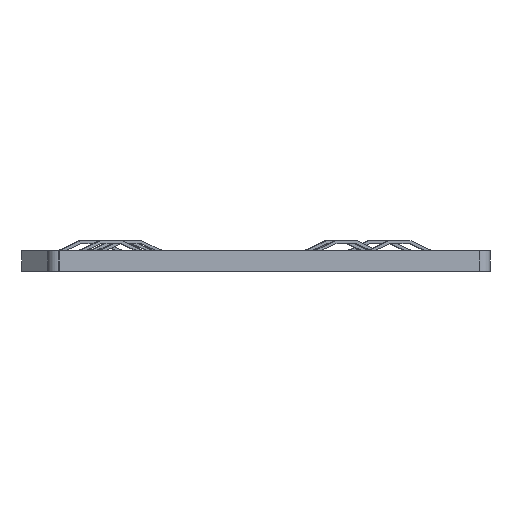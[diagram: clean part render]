
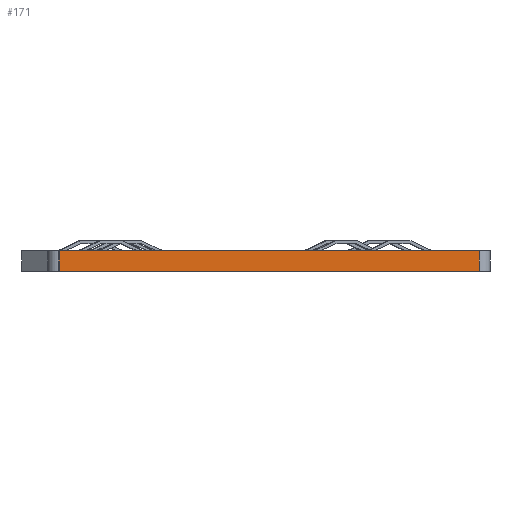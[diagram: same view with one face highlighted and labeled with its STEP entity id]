
A CAD part, left-side view. The second image highlights one B-rep face of the part: STEP entity #171.
In plain terms, the highlighted planar face has unit normal (-0.999, -0.036, 0).
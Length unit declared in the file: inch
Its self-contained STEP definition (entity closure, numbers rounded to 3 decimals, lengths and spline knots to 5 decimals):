
#171 = ADVANCED_FACE ( 'NONE', ( #534 ), #2260, .T. ) ;
#244 = LINE ( 'NONE', #926, #900 ) ;
#299 = VECTOR ( 'NONE', #427, 39.37008 ) ;
#344 = CARTESIAN_POINT ( 'NONE',  ( -1.27565, 0.68451, 0. ) ) ;
#356 = ORIENTED_EDGE ( 'NONE', *, *, #1276, .F. ) ;
#364 = DIRECTION ( 'NONE',  ( 0., 0., -1. ) ) ;
#427 = DIRECTION ( 'NONE',  ( -0.036, 0.999, 0. ) ) ;
#487 = VECTOR ( 'NONE', #2257, 39.37008 ) ;
#534 = FACE_OUTER_BOUND ( 'NONE', #2195, .T. ) ;
#776 = DIRECTION ( 'NONE',  ( 0., 0., -1. ) ) ;
#900 = VECTOR ( 'NONE', #776, 39.37008 ) ;
#926 = CARTESIAN_POINT ( 'NONE',  ( -1.27565, 0.68451, 0.1805 ) ) ;
#1038 = DIRECTION ( 'NONE',  ( -0.999, -0.036, 0. ) ) ;
#1090 = CARTESIAN_POINT ( 'NONE',  ( -1.41163, 4.44268, 0. ) ) ;
#1140 = LINE ( 'NONE', #2003, #487 ) ;
#1175 = CARTESIAN_POINT ( 'NONE',  ( -1.27565, 0.68451, 0.1805 ) ) ;
#1241 = CARTESIAN_POINT ( 'NONE',  ( -1.41163, 4.44268, 0.1805 ) ) ;
#1276 = EDGE_CURVE ( 'NONE', #1312, #1893, #2844, .T. ) ;
#1312 = VERTEX_POINT ( 'NONE', #344 ) ;
#1392 = VERTEX_POINT ( 'NONE', #1175 ) ;
#1619 = CARTESIAN_POINT ( 'NONE',  ( -1.41163, 4.44268, 0. ) ) ;
#1690 = ORIENTED_EDGE ( 'NONE', *, *, #3084, .F. ) ;
#1749 = VECTOR ( 'NONE', #364, 39.37008 ) ;
#1819 = CARTESIAN_POINT ( 'NONE',  ( -1.41163, 4.44268, 0.1805 ) ) ;
#1893 = VERTEX_POINT ( 'NONE', #1090 ) ;
#2003 = CARTESIAN_POINT ( 'NONE',  ( -1.41163, 4.44268, 0.1805 ) ) ;
#2006 = CARTESIAN_POINT ( 'NONE',  ( -1.41163, 4.44268, 0.1805 ) ) ;
#2186 = EDGE_CURVE ( 'NONE', #1392, #2647, #1140, .T. ) ;
#2195 = EDGE_LOOP ( 'NONE', ( #356, #1690, #2223, #2264 ) ) ;
#2223 = ORIENTED_EDGE ( 'NONE', *, *, #2186, .T. ) ;
#2257 = DIRECTION ( 'NONE',  ( -0.036, 0.999, 0. ) ) ;
#2260 = PLANE ( 'NONE',  #2680 ) ;
#2264 = ORIENTED_EDGE ( 'NONE', *, *, #2792, .T. ) ;
#2405 = LINE ( 'NONE', #1241, #1749 ) ;
#2444 = DIRECTION ( 'NONE',  ( 0.036, -0.999, 0. ) ) ;
#2647 = VERTEX_POINT ( 'NONE', #1819 ) ;
#2680 = AXIS2_PLACEMENT_3D ( 'NONE', #2006, #1038, #2444 ) ;
#2792 = EDGE_CURVE ( 'NONE', #2647, #1893, #2405, .T. ) ;
#2844 = LINE ( 'NONE', #1619, #299 ) ;
#3084 = EDGE_CURVE ( 'NONE', #1392, #1312, #244, .T. ) ;
